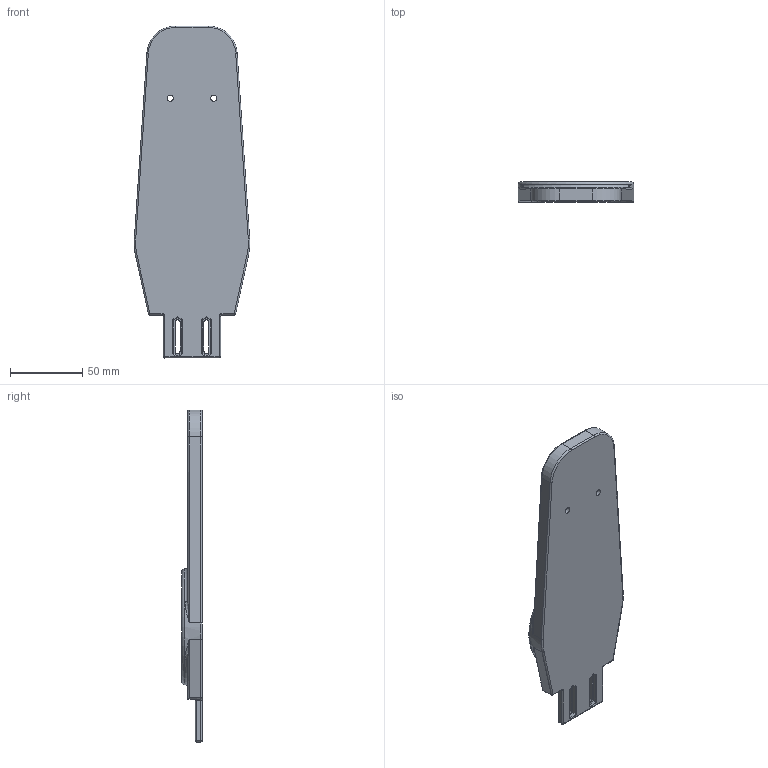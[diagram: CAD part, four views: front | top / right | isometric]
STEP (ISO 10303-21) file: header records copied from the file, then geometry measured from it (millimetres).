
FILE_DESCRIPTION(/* description */ (''),/* implementation_level */ '2;1');
FILE_NAME(/* name */ 'Azimuth Pivot Frame B.step',/* time_stamp */ '2022-06-30T13:11:07-04:00',/* author */ (''),/* organization */ (''),/* preprocessor_version */ 'ST-DEVELOPER v19',/* originating_system */ 'Autodesk Translation Framework v11.7.0.108',/* authorisation */ '');
FILE_SCHEMA (('AUTOMOTIVE_DESIGN { 1 0 10303 214 3 1 1 }'));
Length unit declared in the file: millimetre
Products named in the file (1): Azimuth Pivot Frame
Bounding box: 80 x 14.2 x 229.75 mm (x, y, z)
Volume: 128039.2 mm3; surface area: 38581.8 mm2
Topology: 1 solids, 1 shells, 109 faces, 259 edges, 150 vertices
Faces by surface type: cylinder 48, plane 34, torus 15, sphere 6, bspline 4, cone 2
Full cylindrical faces by diameter (mm): 4.25 x2, 28.25 x1, 65.5 x1, 80 x1
Entity records: 3380 total; most frequent: CARTESIAN_POINT 795, DIRECTION 566, ORIENTED_EDGE 510, EDGE_CURVE 255, AXIS2_PLACEMENT_3D 217, VERTEX_POINT 150, LINE 132, VECTOR 132
